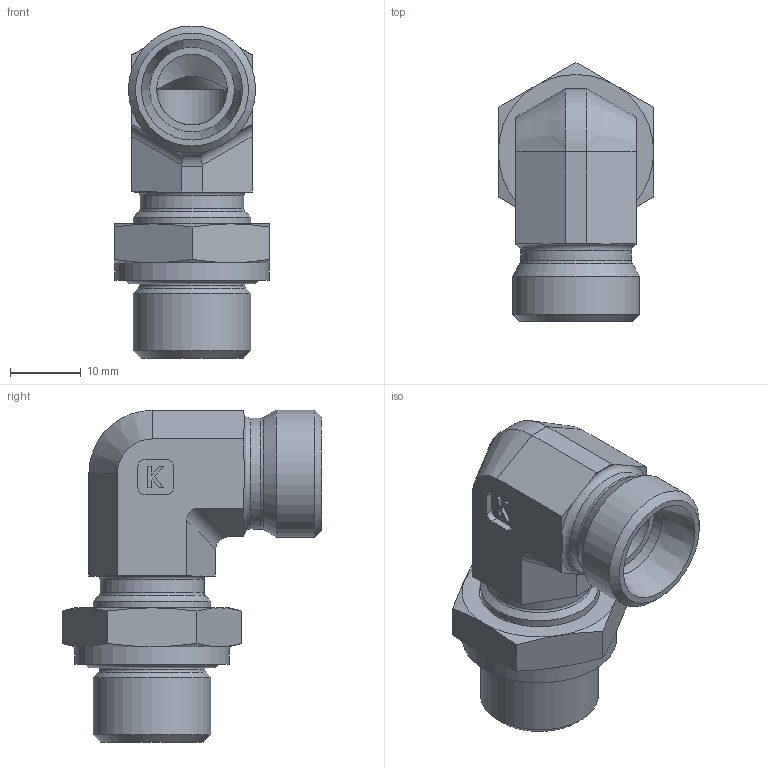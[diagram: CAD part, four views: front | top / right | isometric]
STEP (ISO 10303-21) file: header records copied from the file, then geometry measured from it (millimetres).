
FILE_DESCRIPTION((''),'2;1');
FILE_NAME('6723818012.stp','2015-07-17T15:06:22',(''),('KNOMI spol. s r. o.'),'Autodesk Inventor 2012','Autodesk Inventor 2012','');
FILE_SCHEMA(('AUTOMOTIVE_DESIGN { 1 2 10303 214 0 1 1 1 }'));
Length unit declared in the file: millimetre
Products named in the file (4): ÚPS G3/8/M18K op. Výkovek; 679 3818 12; 679 5 380; 60 14600 230
Assembly tree (3 placements, depth 2):
  ÚPS G3/8/M18K op. Výkovek
    679 3818 12
    679 5 380
    60 14600 230
Bounding box: 22 x 36.7 x 47 mm (x, y, z)
Volume: 10649.7 mm3; surface area: 7469.1 mm2
Topology: 3 solids, 3 shells, 106 faces, 250 edges, 154 vertices
Faces by surface type: plane 52, cone 26, cylinder 20, torus 8
Full cylindrical faces by diameter (mm): 10 x2, 12 x1, 14.7 x1, 14.9 x1, 14.95 x1, 15.7 x1, 16.662 x2, 18 x1, 19 x1, 21.9 x1
Entity records: 3103 total; most frequent: CARTESIAN_POINT 597, DIRECTION 488, ORIENTED_EDGE 432, EDGE_CURVE 216, AXIS2_PLACEMENT_3D 190, VERTEX_POINT 149, EDGE_LOOP 145, STYLED_ITEM 109
